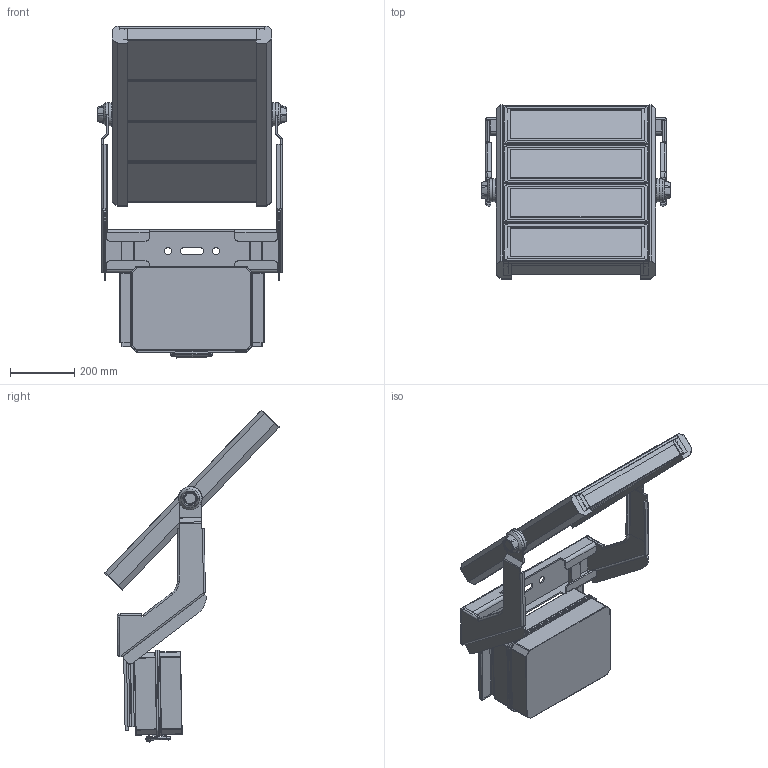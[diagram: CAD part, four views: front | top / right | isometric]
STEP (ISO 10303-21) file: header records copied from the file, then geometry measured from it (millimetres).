
FILE_DESCRIPTION (( 'STEP AP214' ), '1' );
FILE_NAME ('FL-MAX-1200.STEP', '2023-03-28T07:48:15', ( '' ), ( '' ), 'SwSTEP 2.0', 'SolidWorks 2020', '' );
FILE_SCHEMA (( 'AUTOMOTIVE_DESIGN' ));
Length unit declared in the file: millimetre
Products named in the file (1): FL-MAX-1200
Bounding box: 591.4 x 544.69 x 1036.36 mm (x, y, z)
Volume: 20280556.5 mm3; surface area: 3717003.4 mm2
Topology: 33 solids, 33 shells, 1286 faces, 3079 edges, 1871 vertices
Faces by surface type: plane 590, cylinder 481, torus 155, bspline 52, cone 6, sphere 2
Full cylindrical faces by diameter (mm): 22 x2, 38.415 x1, 38.506 x1, 40 x1, 40.005 x1, 72.14 x1, 72.3 x1, 72.403 x1, 75 x2
Entity records: 54813 total; most frequent: CARTESIAN_POINT 11219, ORIENTED_EDGE 6104, DIRECTION 5924, EDGE_CURVE 3052, AXIS2_PLACEMENT_3D 2045, VERTEX_POINT 1862, VECTOR 1834, LINE 1834
